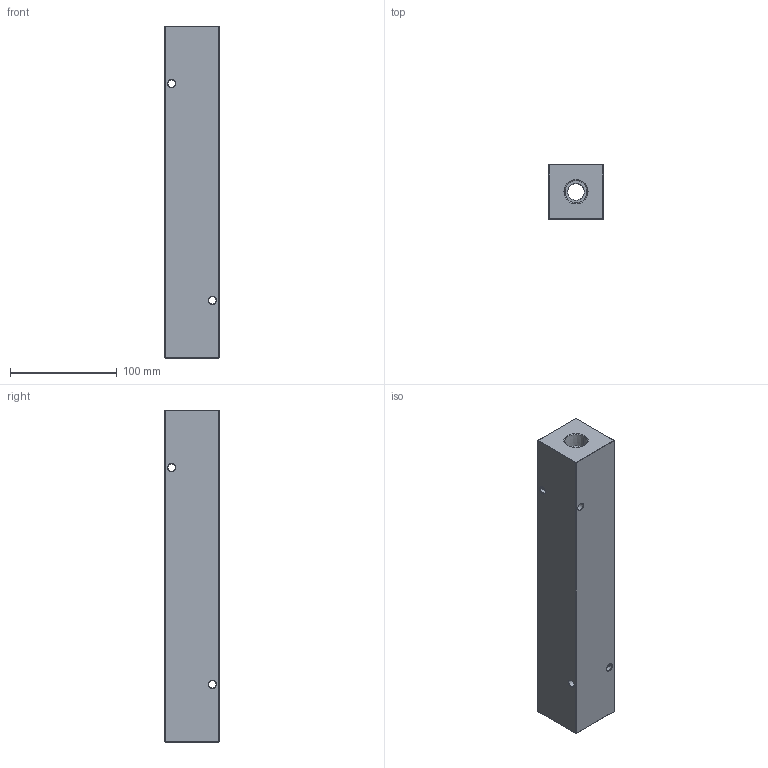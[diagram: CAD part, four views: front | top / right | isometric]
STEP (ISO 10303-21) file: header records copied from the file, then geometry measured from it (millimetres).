
FILE_DESCRIPTION (( 'STEP AP203' ), '1' );
FILE_NAME ('HM-6-90-P-8-8.STEP', '2020-10-30T13:53:44', ( '' ), ( '' ), 'SwSTEP 2.0', 'SolidWorks 2019', '' );
FILE_SCHEMA (( 'CONFIG_CONTROL_DESIGN' ));
Length unit declared in the file: inch
Products named in the file (1): HM-6-90-P-8-8
Bounding box: 50.8 x 50.8 x 311.15 mm (x, y, z)
Volume: 660499 mm3; surface area: 97516.1 mm2
Topology: 1 solids, 1 shells, 573 faces, 1500 edges, 976 vertices
Faces by surface type: plane 266, bspline 211, cone 48, cylinder 48
Entity records: 28507 total; most frequent: CARTESIAN_POINT 15697, ORIENTED_EDGE 3000, DIRECTION 1928, EDGE_CURVE 1500, VERTEX_POINT 976, VECTOR 850, LINE 850, EDGE_LOOP 658
